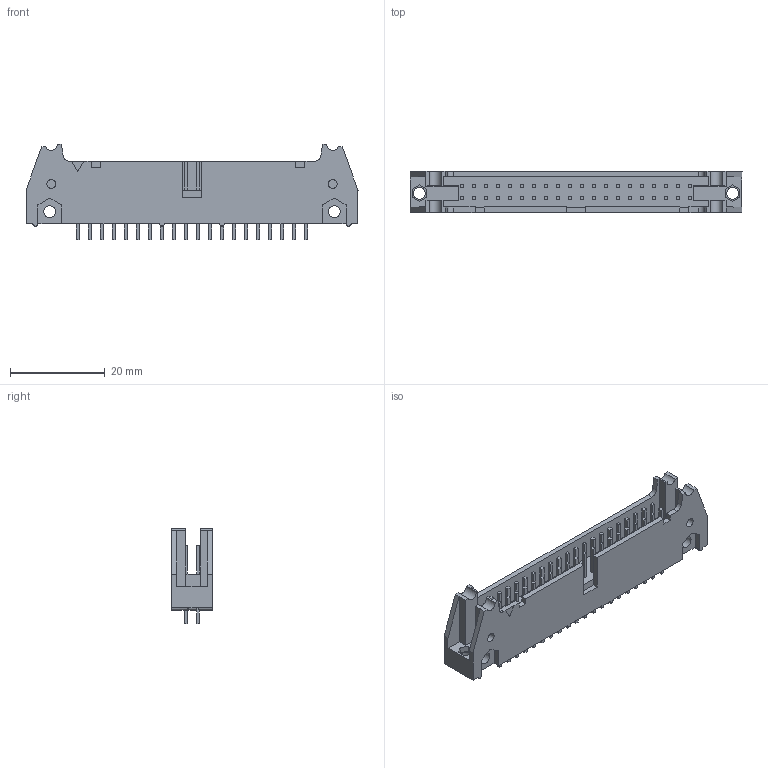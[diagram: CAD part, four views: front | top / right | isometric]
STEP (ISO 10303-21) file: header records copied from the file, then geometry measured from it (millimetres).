
FILE_DESCRIPTION(/* description */ (''),/* implementation_level */ '2;1');
FILE_NAME(/* name */ '3M_N3432_6002RB.stp',/* time_stamp */ '2016-02-23T17:03:32+01:00',/* author */ ('riccim'),/* organization */ (''),/* preprocessor_version */ 'ST-DEVELOPER v15.5',/* originating_system */ 'AutoCAD Mechanical',/* authorisation */ '');
FILE_SCHEMA (('AUTOMOTIVE_DESIGN { 1 0 10303 214 3 1 1 }'));
Length unit declared in the file: millimetre
Products named in the file (1): Product
Bounding box: 70.1 x 8.64 x 20.11 mm (x, y, z)
Volume: 4661.1 mm3; surface area: 5772.5 mm2
Topology: 81 solids, 81 shells, 595 faces, 1295 edges, 862 vertices
Faces by surface type: plane 575, cylinder 20
Full cylindrical faces by diameter (mm): 1.905 x2, 2.54 x4
Entity records: 16319 total; most frequent: CARTESIAN_POINT 3213, ORIENTED_EDGE 2578, DIRECTION 2507, EDGE_CURVE 1289, LINE 1243, VECTOR 1243, VERTEX_POINT 862, AXIS2_PLACEMENT_3D 632
